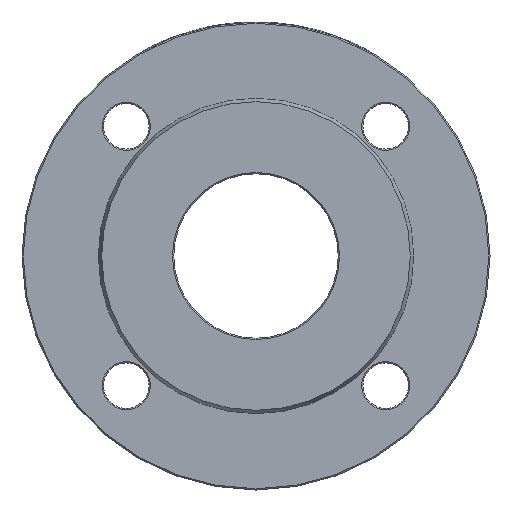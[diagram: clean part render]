
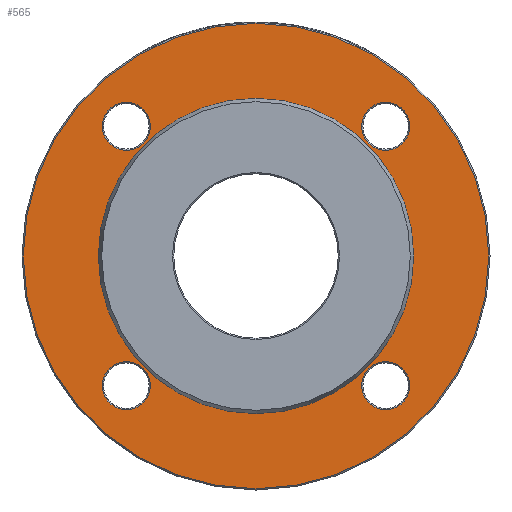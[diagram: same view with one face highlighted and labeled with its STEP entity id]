
A CAD part, left-side view. The second image highlights one B-rep face of the part: STEP entity #565.
In plain terms, the highlighted planar face has unit normal (-1, 0, 0).
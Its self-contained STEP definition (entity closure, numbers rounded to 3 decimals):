
#159 = DIRECTION ( 'NONE',  ( 0., 1., 0. ) ) ;
#191 = VERTEX_POINT ( 'NONE', #4354 ) ;
#198 = EDGE_CURVE ( 'NONE', #5529, #5529, #7199, .T. ) ;
#219 = EDGE_LOOP ( 'NONE', ( #3951 ) ) ;
#565 = ADVANCED_FACE ( 'NONE', ( #4672, #1691, #4139, #4097, #5927, #6470 ), #2317, .F. ) ;
#664 = VERTEX_POINT ( 'NONE', #3625 ) ;
#1149 = AXIS2_PLACEMENT_3D ( 'NONE', #2871, #4711, #7020 ) ;
#1207 = CARTESIAN_POINT ( 'NONE',  ( 3., 0., 62.336 ) ) ;
#1325 = DIRECTION ( 'NONE',  ( -1., 0., 0. ) ) ;
#1375 = CIRCLE ( 'NONE', #4763, 9.5 ) ;
#1407 = CARTESIAN_POINT ( 'NONE',  ( 3., 0., 0. ) ) ;
#1422 = EDGE_LOOP ( 'NONE', ( #7141 ) ) ;
#1498 = AXIS2_PLACEMENT_3D ( 'NONE', #3104, #5491, #5602 ) ;
#1527 = DIRECTION ( 'NONE',  ( 0., -1., 0. ) ) ;
#1691 = FACE_BOUND ( 'NONE', #1422, .T. ) ;
#1812 = CARTESIAN_POINT ( 'NONE',  ( 3., 51.265, -51.265 ) ) ;
#1844 = CARTESIAN_POINT ( 'NONE',  ( 3., 51.265, -60.765 ) ) ;
#2031 = CIRCLE ( 'NONE', #7407, 9.5 ) ;
#2317 = PLANE ( 'NONE',  #1149 ) ;
#2437 = EDGE_LOOP ( 'NONE', ( #4352 ) ) ;
#2449 = AXIS2_PLACEMENT_3D ( 'NONE', #4369, #6203, #7309 ) ;
#2489 = EDGE_CURVE ( 'NONE', #5990, #5990, #5864, .T. ) ;
#2741 = CARTESIAN_POINT ( 'NONE',  ( 3., -51.265, -51.265 ) ) ;
#2871 = CARTESIAN_POINT ( 'NONE',  ( 3., 62.336, 0. ) ) ;
#2872 = EDGE_CURVE ( 'NONE', #664, #664, #5248, .T. ) ;
#3030 = CARTESIAN_POINT ( 'NONE',  ( 3., 51.265, 51.265 ) ) ;
#3104 = CARTESIAN_POINT ( 'NONE',  ( 3., -51.265, 51.265 ) ) ;
#3141 = VERTEX_POINT ( 'NONE', #7250 ) ;
#3387 = ORIENTED_EDGE ( 'NONE', *, *, #4539, .T. ) ;
#3590 = DIRECTION ( 'NONE',  ( 1., 0., 0. ) ) ;
#3625 = CARTESIAN_POINT ( 'NONE',  ( 3., -60.765, -51.265 ) ) ;
#3719 = ORIENTED_EDGE ( 'NONE', *, *, #198, .T. ) ;
#3951 = ORIENTED_EDGE ( 'NONE', *, *, #6456, .T. ) ;
#4097 = FACE_BOUND ( 'NONE', #6491, .T. ) ;
#4139 = FACE_BOUND ( 'NONE', #219, .T. ) ;
#4287 = CIRCLE ( 'NONE', #1498, 9.5 ) ;
#4352 = ORIENTED_EDGE ( 'NONE', *, *, #2489, .F. ) ;
#4354 = CARTESIAN_POINT ( 'NONE',  ( 3., -51.265, 60.765 ) ) ;
#4369 = CARTESIAN_POINT ( 'NONE',  ( 3., 0., 0. ) ) ;
#4511 = DIRECTION ( 'NONE',  ( 1., 0., 0. ) ) ;
#4539 = EDGE_CURVE ( 'NONE', #7211, #7211, #1375, .T. ) ;
#4672 = FACE_BOUND ( 'NONE', #5355, .T. ) ;
#4711 = DIRECTION ( 'NONE',  ( 1., 0., 0. ) ) ;
#4754 = AXIS2_PLACEMENT_3D ( 'NONE', #2741, #4511, #1527 ) ;
#4763 = AXIS2_PLACEMENT_3D ( 'NONE', #1812, #3590, #6590 ) ;
#4785 = CARTESIAN_POINT ( 'NONE',  ( 3., 0., -92. ) ) ;
#4793 = DIRECTION ( 'NONE',  ( 1., 0., 0. ) ) ;
#4970 = EDGE_LOOP ( 'NONE', ( #3719 ) ) ;
#5248 = CIRCLE ( 'NONE', #4754, 9.5 ) ;
#5355 = EDGE_LOOP ( 'NONE', ( #6975 ) ) ;
#5491 = DIRECTION ( 'NONE',  ( 1., 0., 0. ) ) ;
#5513 = EDGE_CURVE ( 'NONE', #191, #191, #4287, .T. ) ;
#5529 = VERTEX_POINT ( 'NONE', #4785 ) ;
#5602 = DIRECTION ( 'NONE',  ( 0., 0., 1. ) ) ;
#5864 = CIRCLE ( 'NONE', #7124, 62.336 ) ;
#5927 = FACE_OUTER_BOUND ( 'NONE', #4970, .T. ) ;
#5990 = VERTEX_POINT ( 'NONE', #1207 ) ;
#6203 = DIRECTION ( 'NONE',  ( -1., 0., 0. ) ) ;
#6456 = EDGE_CURVE ( 'NONE', #3141, #3141, #2031, .T. ) ;
#6470 = FACE_BOUND ( 'NONE', #2437, .T. ) ;
#6491 = EDGE_LOOP ( 'NONE', ( #3387 ) ) ;
#6590 = DIRECTION ( 'NONE',  ( 0., 0., -1. ) ) ;
#6975 = ORIENTED_EDGE ( 'NONE', *, *, #2872, .T. ) ;
#7020 = DIRECTION ( 'NONE',  ( 0., 0., -1. ) ) ;
#7124 = AXIS2_PLACEMENT_3D ( 'NONE', #1407, #1325, #7333 ) ;
#7141 = ORIENTED_EDGE ( 'NONE', *, *, #5513, .T. ) ;
#7199 = CIRCLE ( 'NONE', #2449, 92. ) ;
#7211 = VERTEX_POINT ( 'NONE', #1844 ) ;
#7250 = CARTESIAN_POINT ( 'NONE',  ( 3., 60.765, 51.265 ) ) ;
#7309 = DIRECTION ( 'NONE',  ( 0., 0., -1. ) ) ;
#7333 = DIRECTION ( 'NONE',  ( 0., 0., 1. ) ) ;
#7407 = AXIS2_PLACEMENT_3D ( 'NONE', #3030, #4793, #159 ) ;
